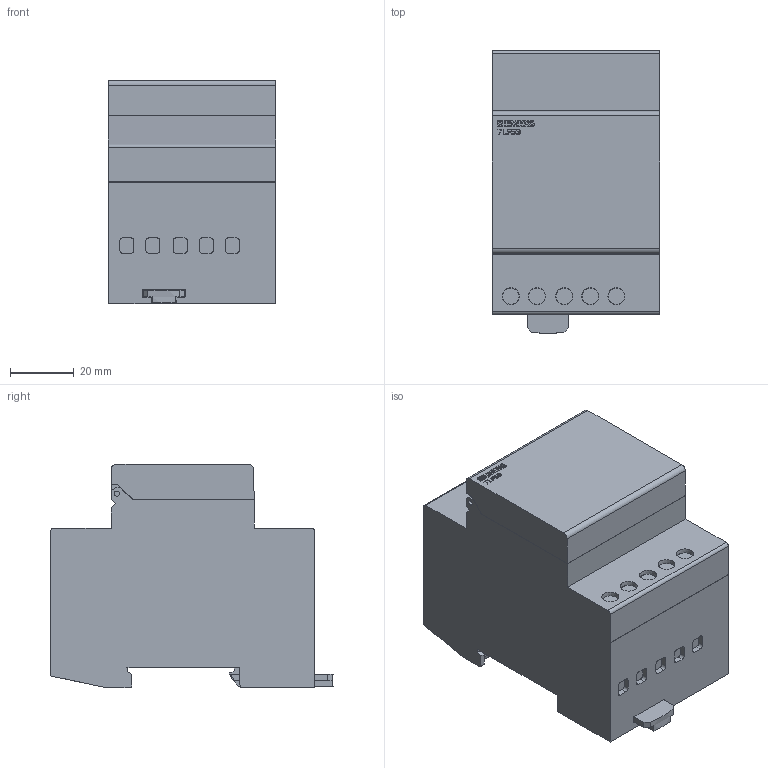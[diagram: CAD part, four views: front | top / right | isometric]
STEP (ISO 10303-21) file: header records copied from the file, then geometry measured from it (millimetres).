
FILE_DESCRIPTION(/* description */ (''),/* implementation_level */ '2;1');
FILE_NAME(/* name */ '7LF5301-7_v.stp',/* time_stamp */ '2023-02-22T14:35:33+01:00',/* author */ ('"(c) Siemens AG Smart Infrastructure"'),/* organization */ ('"(c) Siemens AG - Smart Infrastructure - EP"'),/* preprocessor_version */ 'ST-DEVELOPER v18.101',/* originating_system */ 'SIEMENS PLM Software NX 2008',/* authorisation */ '"Transmittal reproduction, dissemination and/or editing of this document as well as utilization of its contents and communication thereof to others without express authorization is prohibited. Offenders will be held liable for payment of damages. All rights created by patent grant or registration of a utility model or design patent are reserved."');
FILE_SCHEMA (('AUTOMOTIVE_DESIGN { 1 0 10303 214 3 1 1 1 }'));
Length unit declared in the file: millimetre
Products named in the file (1): model1
Bounding box: 52.6 x 88.88 x 70.25 mm (x, y, z)
Volume: 213058.9 mm3; surface area: 41968.8 mm2
Topology: 1 solids, 2 shells, 299 faces, 851 edges, 572 vertices
Faces by surface type: plane 239, cylinder 40, extrusion 15, cone 5
Full cylindrical faces by diameter (mm): 1.6 x2
Entity records: 12723 total; most frequent: CARTESIAN_POINT 3114, ORIENTED_EDGE 1662, DIRECTION 1308, EDGE_CURVE 831, VERTEX_POINT 559, VECTOR 544, LINE 529, AXIS2_PLACEMENT_3D 382
